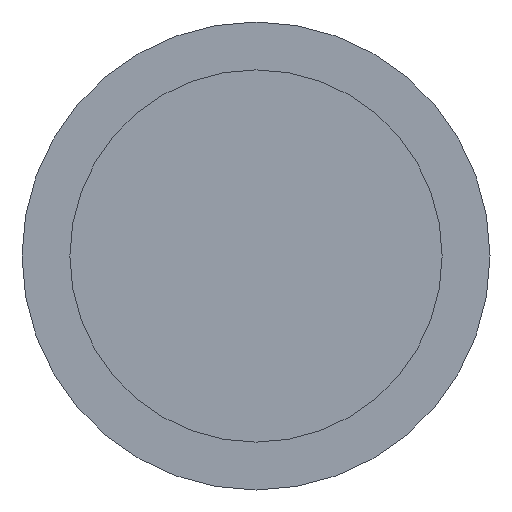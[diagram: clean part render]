
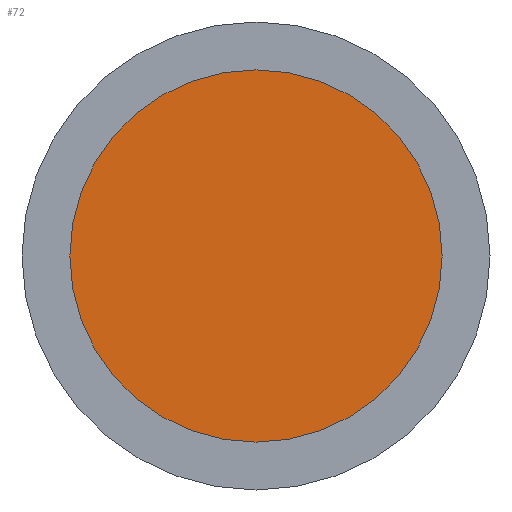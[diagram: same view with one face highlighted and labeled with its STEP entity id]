
A CAD part, left-side view. The second image highlights one B-rep face of the part: STEP entity #72.
In plain terms, the highlighted planar face has unit normal (-1, 0, 0).
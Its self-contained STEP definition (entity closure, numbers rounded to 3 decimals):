
#21=FACE_OUTER_BOUND('',#27,.T.);
#27=EDGE_LOOP('',(#52));
#37=CIRCLE('',#81,17.5);
#42=VERTEX_POINT('',#117);
#47=EDGE_CURVE('',#42,#42,#37,.T.);
#52=ORIENTED_EDGE('',*,*,#47,.F.);
#62=PLANE('',#80);
#72=ADVANCED_FACE('',(#21),#62,.T.);
#80=AXIS2_PLACEMENT_3D('',#116,#93,#94);
#81=AXIS2_PLACEMENT_3D('',#118,#95,#96);
#93=DIRECTION('center_axis',(-1.,0.,0.));
#94=DIRECTION('ref_axis',(0.,0.,1.));
#95=DIRECTION('center_axis',(1.,0.,0.));
#96=DIRECTION('ref_axis',(0.,0.,-1.));
#116=CARTESIAN_POINT('Origin',(-13.,17.5,0.));
#117=CARTESIAN_POINT('',(-13.,17.5,0.));
#118=CARTESIAN_POINT('Origin',(-13.,0.,0.));
